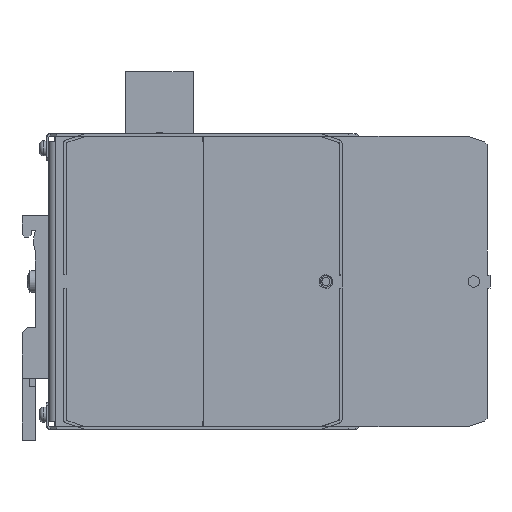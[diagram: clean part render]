
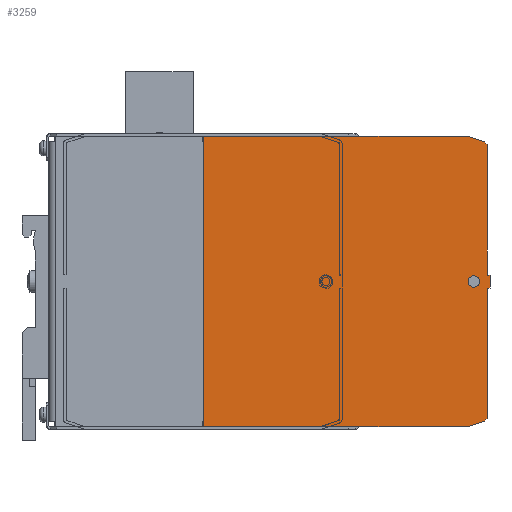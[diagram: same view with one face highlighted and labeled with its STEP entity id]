
A CAD part, left-side view. The second image highlights one B-rep face of the part: STEP entity #3259.
In plain terms, the highlighted planar face has unit normal (-1, 0, 0).
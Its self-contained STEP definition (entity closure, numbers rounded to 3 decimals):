
#3259 = ADVANCED_FACE( '', ( #7488, #7489 ), #7490, .T. );
#7488 = FACE_BOUND( '', #13477, .T. );
#7489 = FACE_OUTER_BOUND( '', #13478, .T. );
#7490 = PLANE( '', #13479 );
#13477 = EDGE_LOOP( '', ( #23170 ) );
#13478 = EDGE_LOOP( '', ( #23171, #23172, #23173, #23174, #23175, #23176, #23177, #23178, #23179, #23180, #23181, #23182, #23183, #23184 ) );
#13479 = AXIS2_PLACEMENT_3D( '', #23185, #23186, #23187 );
#23170 = ORIENTED_EDGE( '', *, *, #30417, .F. );
#23171 = ORIENTED_EDGE( '', *, *, #30472, .F. );
#23172 = ORIENTED_EDGE( '', *, *, #30044, .T. );
#23173 = ORIENTED_EDGE( '', *, *, #32370, .F. );
#23174 = ORIENTED_EDGE( '', *, *, #30638, .F. );
#23175 = ORIENTED_EDGE( '', *, *, #32371, .F. );
#23176 = ORIENTED_EDGE( '', *, *, #32372, .F. );
#23177 = ORIENTED_EDGE( '', *, *, #29484, .F. );
#23178 = ORIENTED_EDGE( '', *, *, #32116, .T. );
#23179 = ORIENTED_EDGE( '', *, *, #32373, .T. );
#23180 = ORIENTED_EDGE( '', *, *, #32104, .T. );
#23181 = ORIENTED_EDGE( '', *, *, #30031, .F. );
#23182 = ORIENTED_EDGE( '', *, *, #31743, .F. );
#23183 = ORIENTED_EDGE( '', *, *, #32038, .F. );
#23184 = ORIENTED_EDGE( '', *, *, #31220, .F. );
#23185 = CARTESIAN_POINT( '', ( -20., -1.326, 54. ) );
#23186 = DIRECTION( '', ( -1., 0., 0. ) );
#23187 = DIRECTION( '', ( 0., -1., 0. ) );
#29484 = EDGE_CURVE( '', #35105, #35107, #35108, .T. );
#30031 = EDGE_CURVE( '', #36055, #36057, #36058, .T. );
#30044 = EDGE_CURVE( '', #36075, #36079, #36081, .T. );
#30417 = EDGE_CURVE( '', #36691, #36691, #36692, .T. );
#30472 = EDGE_CURVE( '', #36075, #36783, #36784, .T. );
#30638 = EDGE_CURVE( '', #37072, #37074, #37075, .T. );
#31220 = EDGE_CURVE( '', #36783, #37962, #37963, .T. );
#31743 = EDGE_CURVE( '', #38692, #36055, #38694, .T. );
#32038 = EDGE_CURVE( '', #37962, #38692, #39110, .T. );
#32104 = EDGE_CURVE( '', #39206, #36057, #39207, .T. );
#32116 = EDGE_CURVE( '', #35105, #39223, #39225, .T. );
#32370 = EDGE_CURVE( '', #37074, #36079, #39550, .T. );
#32371 = EDGE_CURVE( '', #39551, #37072, #39552, .T. );
#32372 = EDGE_CURVE( '', #35107, #39551, #39553, .T. );
#32373 = EDGE_CURVE( '', #39223, #39206, #39554, .T. );
#35105 = VERTEX_POINT( '', #43337 );
#35107 = VERTEX_POINT( '', #43340 );
#35108 = LINE( '', #43341, #43342 );
#36055 = VERTEX_POINT( '', #44816 );
#36057 = VERTEX_POINT( '', #44819 );
#36058 = LINE( '', #44820, #44821 );
#36075 = VERTEX_POINT( '', #44842 );
#36079 = VERTEX_POINT( '', #44848 );
#36081 = LINE( '', #44851, #44852 );
#36691 = VERTEX_POINT( '', #45717 );
#36692 = CIRCLE( '', #45718, 2.11 );
#36783 = VERTEX_POINT( '', #45848 );
#36784 = LINE( '', #45849, #45850 );
#37072 = VERTEX_POINT( '', #46278 );
#37074 = VERTEX_POINT( '', #46281 );
#37075 = LINE( '', #46282, #46283 );
#37962 = VERTEX_POINT( '', #47615 );
#37963 = LINE( '', #47616, #47617 );
#38692 = VERTEX_POINT( '', #48699 );
#38694 = LINE( '', #48702, #48703 );
#39110 = LINE( '', #49320, #49321 );
#39206 = VERTEX_POINT( '', #49450 );
#39207 = LINE( '', #49451, #49452 );
#39223 = VERTEX_POINT( '', #49472 );
#39225 = LINE( '', #49474, #49475 );
#39550 = LINE( '', #50045, #50046 );
#39551 = VERTEX_POINT( '', #50047 );
#39552 = LINE( '', #50048, #50049 );
#39553 = LINE( '', #50050, #50051 );
#39554 = LINE( '', #50052, #50053 );
#43337 = CARTESIAN_POINT( '', ( -20., -99.787, 54. ) );
#43340 = CARTESIAN_POINT( '', ( -20., -101.736, 53.683 ) );
#43341 = CARTESIAN_POINT( '', ( -20., -3.866, 69.608 ) );
#43342 = VECTOR( '', #53035, 1000. );
#44816 = CARTESIAN_POINT( '', ( -20., -101.736, -53.683 ) );
#44819 = CARTESIAN_POINT( '', ( -20., -99.787, -54. ) );
#44820 = CARTESIAN_POINT( '', ( -20., -20.986, -66.822 ) );
#44821 = VECTOR( '', #53645, 1000. );
#44842 = CARTESIAN_POINT( '', ( -20., -109., -2.4 ) );
#44848 = CARTESIAN_POINT( '', ( -20., -109., 2.4 ) );
#44851 = CARTESIAN_POINT( '', ( -20., -109., -54. ) );
#44852 = VECTOR( '', #53662, 1000. );
#45717 = CARTESIAN_POINT( '', ( -20., -105.11, 0. ) );
#45718 = AXIS2_PLACEMENT_3D( '', #54072, #54073, #54074 );
#45848 = CARTESIAN_POINT( '', ( -20., -108., -2.4 ) );
#45849 = CARTESIAN_POINT( '', ( -20., -1.326, -2.4 ) );
#45850 = VECTOR( '', #54144, 1000. );
#46278 = CARTESIAN_POINT( '', ( -20., -108., 50.923 ) );
#46281 = CARTESIAN_POINT( '', ( -20., -108., 2.4 ) );
#46282 = CARTESIAN_POINT( '', ( -20., -108., 54. ) );
#46283 = VECTOR( '', #54336, 1000. );
#47615 = CARTESIAN_POINT( '', ( -20., -108., -50.923 ) );
#47616 = CARTESIAN_POINT( '', ( -20., -108., 54. ) );
#47617 = VECTOR( '', #54966, 1000. );
#48699 = CARTESIAN_POINT( '', ( -20., -107., -51.923 ) );
#48702 = CARTESIAN_POINT( '', ( -20., -43.797, -73.051 ) );
#48703 = VECTOR( '', #55491, 1000. );
#49320 = CARTESIAN_POINT( '', ( -20., -107.125, -51.799 ) );
#49321 = VECTOR( '', #55771, 1000. );
#49450 = CARTESIAN_POINT( '', ( -20., -2.5, -54. ) );
#49451 = CARTESIAN_POINT( '', ( -20., -1.326, -54. ) );
#49452 = VECTOR( '', #55853, 1000. );
#49472 = CARTESIAN_POINT( '', ( -20., -2.5, 54. ) );
#49474 = CARTESIAN_POINT( '', ( -20., -1.326, 54. ) );
#49475 = VECTOR( '', #55873, 1000. );
#50045 = CARTESIAN_POINT( '', ( -20., -1.326, 2.4 ) );
#50046 = VECTOR( '', #56085, 1000. );
#50047 = CARTESIAN_POINT( '', ( -20., -107., 51.923 ) );
#50048 = CARTESIAN_POINT( '', ( -20., -53.125, 105.799 ) );
#50049 = VECTOR( '', #56086, 1000. );
#50050 = CARTESIAN_POINT( '', ( -20., -11.323, 83.907 ) );
#50051 = VECTOR( '', #56087, 1000. );
#50052 = CARTESIAN_POINT( '', ( -20., -2.5, 54. ) );
#50053 = VECTOR( '', #56088, 1000. );
#53035 = DIRECTION( '', ( 0., -0.987, -0.161 ) );
#53645 = DIRECTION( '', ( 0., 0.987, -0.161 ) );
#53662 = DIRECTION( '', ( 0., 0., 1. ) );
#54072 = CARTESIAN_POINT( '', ( -20., -103., 0. ) );
#54073 = DIRECTION( '', ( -1., 0., 0. ) );
#54074 = DIRECTION( '', ( 0., -1., 0. ) );
#54144 = DIRECTION( '', ( 0., 1., 0. ) );
#54336 = DIRECTION( '', ( 0., 0., -1. ) );
#54966 = DIRECTION( '', ( 0., 0., -1. ) );
#55491 = DIRECTION( '', ( 0., 0.948, -0.317 ) );
#55771 = DIRECTION( '', ( 0., 0.707, -0.707 ) );
#55853 = DIRECTION( '', ( 0., -1., 0. ) );
#55873 = DIRECTION( '', ( 0., 1., 0. ) );
#56085 = DIRECTION( '', ( 0., -1., 0. ) );
#56086 = DIRECTION( '', ( 0., -0.707, -0.707 ) );
#56087 = DIRECTION( '', ( 0., -0.948, -0.317 ) );
#56088 = DIRECTION( '', ( 0., 0., -1. ) );
